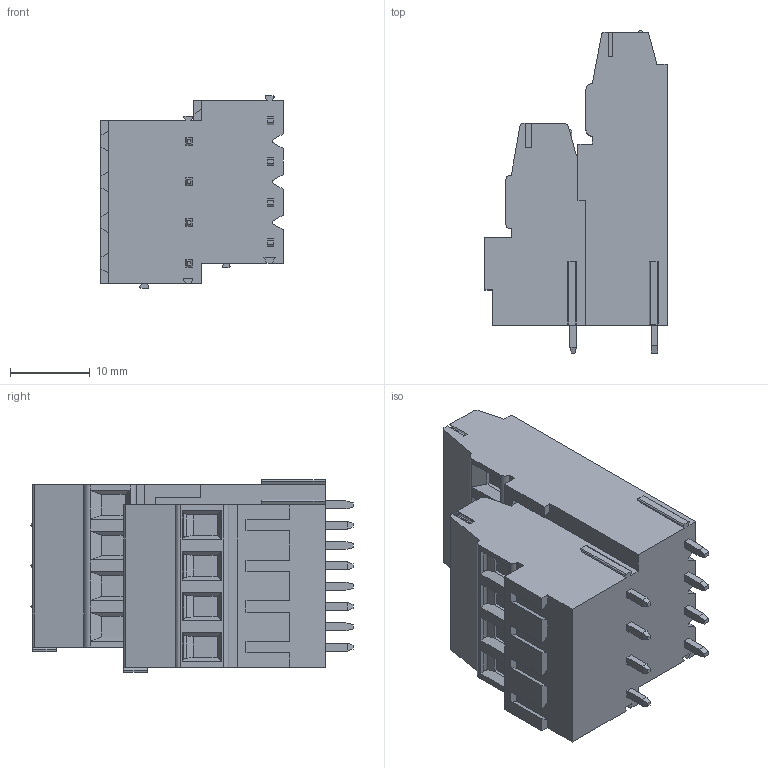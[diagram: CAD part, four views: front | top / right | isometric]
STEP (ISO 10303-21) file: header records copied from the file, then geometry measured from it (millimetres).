
FILE_DESCRIPTION((''),'2;1');
FILE_NAME('TL338VH2R','2025-02-20T',('yanfa'),(''),'PRO/ENGINEER BY PARAMETRIC TECHNOLOGY CORPORATION, 2009280','PRO/ENGINEER BY PARAMETRIC TECHNOLOGY CORPORATION, 2009280','');
FILE_SCHEMA(('AUTOMOTIVE_DESIGN_CC2 { 1 2 10303 214 -1 1 5 2 }'));
Length unit declared in the file: millimetre
Products named in the file (1): TL338VH2R
Bounding box: 22.8 x 40.3 x 24.06 mm (x, y, z)
Volume: 11938.4 mm3; surface area: 4830.2 mm2
Topology: 1 solids, 1 shells, 473 faces, 1197 edges, 747 vertices
Faces by surface type: plane 319, cylinder 96, cone 32, torus 16, sphere 10
Entity records: 14113 total; most frequent: CARTESIAN_POINT 2687, ORIENTED_EDGE 2382, DIRECTION 2329, EDGE_CURVE 1191, VECTOR 895, LINE 895, VERTEX_POINT 747, AXIS2_PLACEMENT_3D 717
